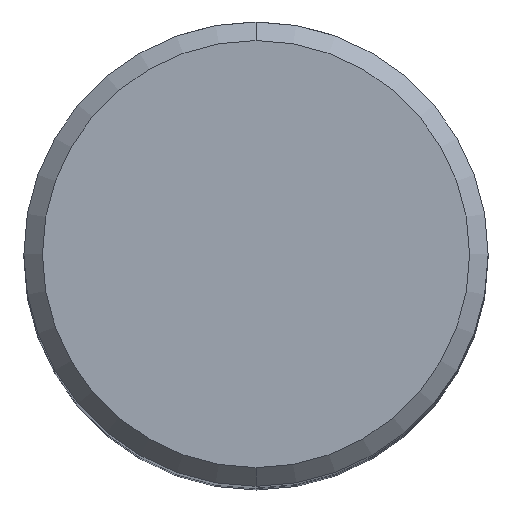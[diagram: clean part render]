
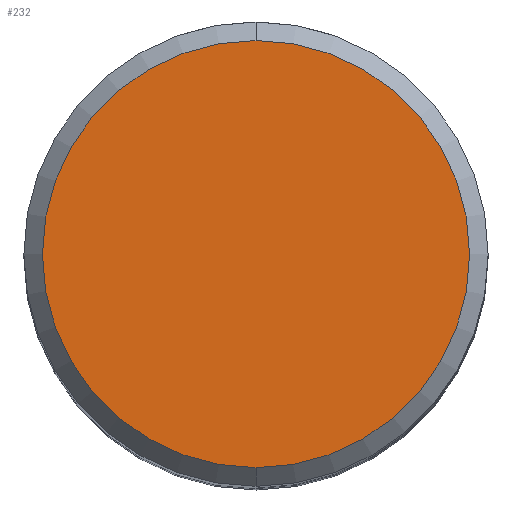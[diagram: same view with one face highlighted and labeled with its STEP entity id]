
A CAD part, top view. The second image highlights one B-rep face of the part: STEP entity #232.
In plain terms, the highlighted planar face has unit normal (0, 0, 1).
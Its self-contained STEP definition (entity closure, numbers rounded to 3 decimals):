
#232=ADVANCED_FACE('',(#536),#537,.T.);
#260=EDGE_CURVE('',#276,#402,#567,.T.);
#276=VERTEX_POINT('',#585);
#366=EDGE_CURVE('',#402,#276,#684,.T.);
#402=VERTEX_POINT('',#723);
#536=FACE_OUTER_BOUND('',#948,.T.);
#537=PLANE('',#949);
#567=CIRCLE('',#1033,11.5);
#585=CARTESIAN_POINT('',(0.,-11.5,0.0));
#684=CIRCLE('',#1283,11.5);
#723=CARTESIAN_POINT('',(0.0,11.5,0.0));
#948=EDGE_LOOP('',(#1655,#1656));
#949=AXIS2_PLACEMENT_3D('',#1657,#1658,#1659);
#1033=AXIS2_PLACEMENT_3D('',#1686,#1687,#1688);
#1283=AXIS2_PLACEMENT_3D('',#1820,#1821,#1822);
#1655=ORIENTED_EDGE('',*,*,#366,.F.);
#1656=ORIENTED_EDGE('',*,*,#260,.F.);
#1657=CARTESIAN_POINT('',(0.0,5.75,0.0));
#1658=DIRECTION('',(-0.0,0.0,1.0));
#1659=DIRECTION('',(0.0,-1.0,0.0));
#1686=CARTESIAN_POINT('',(0.0,0.0,0.0));
#1687=DIRECTION('',(0.0,0.0,-1.0));
#1688=DIRECTION('',(0.0,1.0,0.0));
#1820=CARTESIAN_POINT('',(0.0,0.0,0.0));
#1821=DIRECTION('',(0.0,0.0,-1.0));
#1822=DIRECTION('',(0.0,1.0,0.0));
